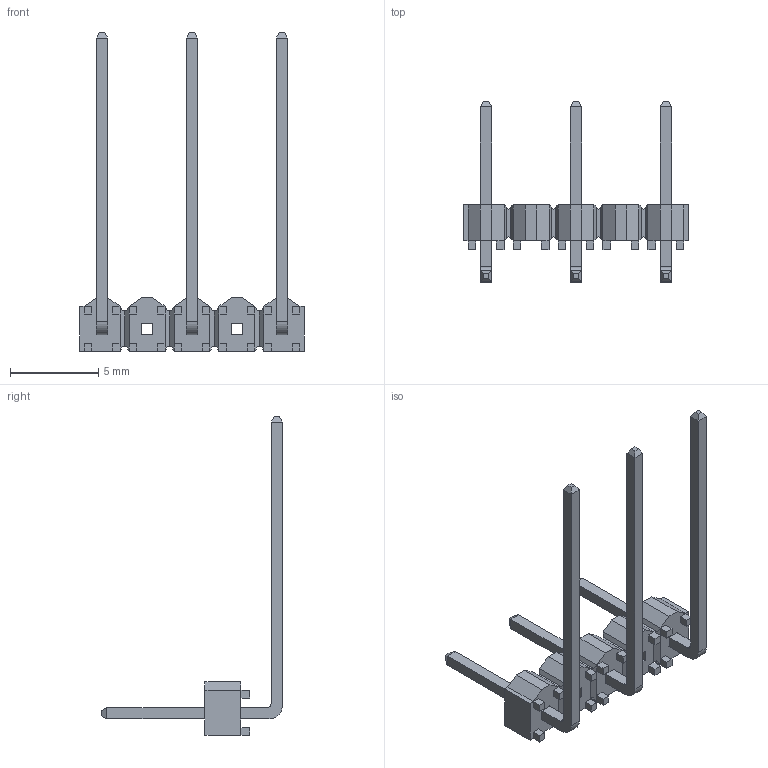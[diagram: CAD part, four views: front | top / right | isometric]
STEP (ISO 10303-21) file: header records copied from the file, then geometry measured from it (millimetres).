
FILE_DESCRIPTION(/* description */ ('STEP AP203'),/* implementation_level */ '2;1');
FILE_NAME(/* name */ 'TSW-203-12-T-S-RA',/* time_stamp */ '2022-09-15T11:44:41+02:00',/* author */ ('License CC BY-ND 4.0'),/* organization */ ('CADENAS'),/* preprocessor_version */ 'ST-DEVELOPER v18.102',/* originating_system */ 'PARTsolutions',/* authorisation */ ' ');
FILE_SCHEMA (('CONFIG_CONTROL_DESIGN'));
Length unit declared in the file: inch
Products named in the file (3): TSW-203-12-T-S-RA; T-1S6-12-TSW-2-12-3-RA-S; TSW-203-12-T-S-RA_body
Assembly tree (2 placements, depth 2):
  TSW-203-12-T-S-RA
    T-1S6-12-TSW-2-12-3-RA-S
    TSW-203-12-T-S-RA_body
Bounding box: 12.7 x 10.22 x 18.01 mm (x, y, z)
Volume: 100 mm3; surface area: 400.9 mm2
Topology: 2 solids, 2 shells, 262 faces, 668 edges, 416 vertices
Faces by surface type: plane 256, cylinder 6
Entity records: 7746 total; most frequent: CARTESIAN_POINT 1349, ORIENTED_EDGE 1336, DIRECTION 1210, EDGE_CURVE 668, LINE 656, VECTOR 656, VERTEX_POINT 416, EDGE_LOOP 282
